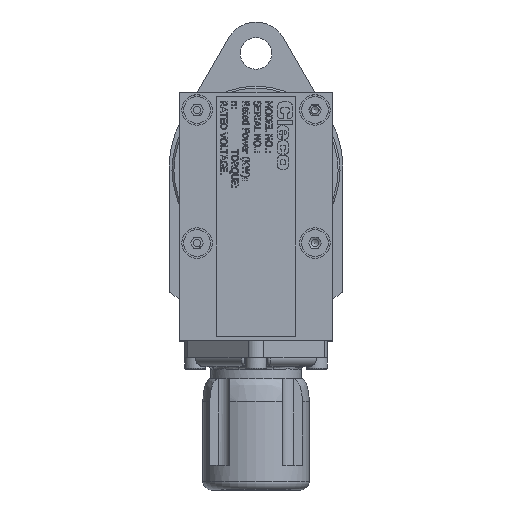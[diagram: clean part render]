
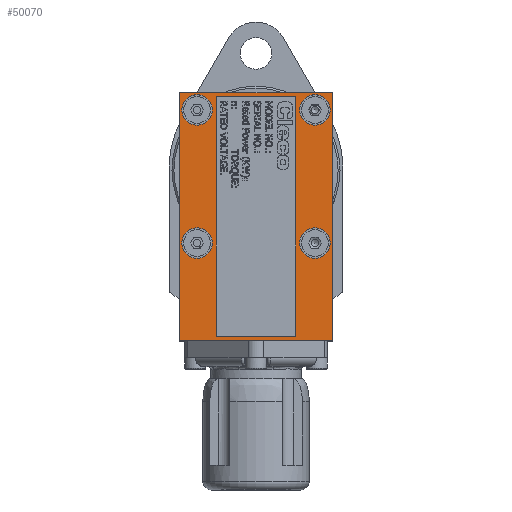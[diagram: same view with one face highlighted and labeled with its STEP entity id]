
A CAD part, top view. The second image highlights one B-rep face of the part: STEP entity #50070.
In plain terms, the highlighted planar face has unit normal (0, 0, 1).
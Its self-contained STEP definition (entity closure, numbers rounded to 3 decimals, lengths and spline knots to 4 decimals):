
#3921=LINE('',#80649,#8126);
#3922=LINE('',#80651,#8127);
#3923=LINE('',#80653,#8128);
#3924=LINE('',#80654,#8129);
#3925=LINE('',#80657,#8130);
#3926=LINE('',#80659,#8131);
#3927=LINE('',#80661,#8132);
#3928=LINE('',#80662,#8133);
#8126=VECTOR('',#59651,1.);
#8127=VECTOR('',#59652,1.);
#8128=VECTOR('',#59653,1.);
#8129=VECTOR('',#59654,1.);
#8130=VECTOR('',#59655,1.);
#8131=VECTOR('',#59656,1.);
#8132=VECTOR('',#59657,1.);
#8133=VECTOR('',#59658,1.);
#11590=FACE_BOUND('',#15332,.T.);
#11591=FACE_BOUND('',#15333,.T.);
#11592=FACE_BOUND('',#15334,.T.);
#11593=FACE_BOUND('',#15335,.T.);
#11594=FACE_BOUND('',#15336,.T.);
#12565=FACE_OUTER_BOUND('',#15331,.T.);
#15331=EDGE_LOOP('',(#35492,#35493,#35494,#35495));
#15332=EDGE_LOOP('',(#35496,#35497,#35498,#35499));
#15333=EDGE_LOOP('',(#35500,#35501));
#15334=EDGE_LOOP('',(#35502,#35503));
#15335=EDGE_LOOP('',(#35504,#35505));
#15336=EDGE_LOOP('',(#35506,#35507));
#18041=CIRCLE('',#53360,0.4);
#18042=CIRCLE('',#53361,0.4);
#18043=CIRCLE('',#53362,0.4);
#18044=CIRCLE('',#53363,0.4);
#18045=CIRCLE('',#53364,0.4);
#18046=CIRCLE('',#53365,0.4);
#18047=CIRCLE('',#53366,0.4);
#18048=CIRCLE('',#53367,0.4);
#20507=VERTEX_POINT('',#80647);
#20508=VERTEX_POINT('',#80648);
#20509=VERTEX_POINT('',#80650);
#20510=VERTEX_POINT('',#80652);
#20511=VERTEX_POINT('',#80655);
#20512=VERTEX_POINT('',#80656);
#20513=VERTEX_POINT('',#80658);
#20514=VERTEX_POINT('',#80660);
#20515=VERTEX_POINT('',#80663);
#20516=VERTEX_POINT('',#80664);
#20517=VERTEX_POINT('',#80667);
#20518=VERTEX_POINT('',#80668);
#20519=VERTEX_POINT('',#80671);
#20520=VERTEX_POINT('',#80672);
#20521=VERTEX_POINT('',#80675);
#20522=VERTEX_POINT('',#80676);
#26107=EDGE_CURVE('',#20507,#20508,#3921,.T.);
#26108=EDGE_CURVE('',#20507,#20509,#3922,.T.);
#26109=EDGE_CURVE('',#20509,#20510,#3923,.T.);
#26110=EDGE_CURVE('',#20508,#20510,#3924,.T.);
#26111=EDGE_CURVE('',#20511,#20512,#3925,.T.);
#26112=EDGE_CURVE('',#20512,#20513,#3926,.T.);
#26113=EDGE_CURVE('',#20513,#20514,#3927,.T.);
#26114=EDGE_CURVE('',#20514,#20511,#3928,.T.);
#26115=EDGE_CURVE('',#20515,#20516,#18041,.T.);
#26116=EDGE_CURVE('',#20516,#20515,#18042,.T.);
#26117=EDGE_CURVE('',#20517,#20518,#18043,.T.);
#26118=EDGE_CURVE('',#20518,#20517,#18044,.T.);
#26119=EDGE_CURVE('',#20519,#20520,#18045,.T.);
#26120=EDGE_CURVE('',#20520,#20519,#18046,.T.);
#26121=EDGE_CURVE('',#20521,#20522,#18047,.T.);
#26122=EDGE_CURVE('',#20522,#20521,#18048,.T.);
#35492=ORIENTED_EDGE('',*,*,#26107,.F.);
#35493=ORIENTED_EDGE('',*,*,#26108,.T.);
#35494=ORIENTED_EDGE('',*,*,#26109,.T.);
#35495=ORIENTED_EDGE('',*,*,#26110,.F.);
#35496=ORIENTED_EDGE('',*,*,#26111,.T.);
#35497=ORIENTED_EDGE('',*,*,#26112,.T.);
#35498=ORIENTED_EDGE('',*,*,#26113,.T.);
#35499=ORIENTED_EDGE('',*,*,#26114,.T.);
#35500=ORIENTED_EDGE('',*,*,#26115,.T.);
#35501=ORIENTED_EDGE('',*,*,#26116,.T.);
#35502=ORIENTED_EDGE('',*,*,#26117,.T.);
#35503=ORIENTED_EDGE('',*,*,#26118,.T.);
#35504=ORIENTED_EDGE('',*,*,#26119,.T.);
#35505=ORIENTED_EDGE('',*,*,#26120,.T.);
#35506=ORIENTED_EDGE('',*,*,#26121,.T.);
#35507=ORIENTED_EDGE('',*,*,#26122,.T.);
#46052=PLANE('',#53359);
#50070=ADVANCED_FACE('',(#12565,#11590,#11591,#11592,#11593,#11594),#46052,
 .T.);
#53359=AXIS2_PLACEMENT_3D('',#80646,#59649,#59650);
#53360=AXIS2_PLACEMENT_3D('',#80665,#59659,#59660);
#53361=AXIS2_PLACEMENT_3D('',#80666,#59661,#59662);
#53362=AXIS2_PLACEMENT_3D('',#80669,#59663,#59664);
#53363=AXIS2_PLACEMENT_3D('',#80670,#59665,#59666);
#53364=AXIS2_PLACEMENT_3D('',#80673,#59667,#59668);
#53365=AXIS2_PLACEMENT_3D('',#80674,#59669,#59670);
#53366=AXIS2_PLACEMENT_3D('',#80677,#59671,#59672);
#53367=AXIS2_PLACEMENT_3D('',#80678,#59673,#59674);
#59649=DIRECTION('center_axis',(0.,0.,
1.));
#59650=DIRECTION('ref_axis',(-1.,0.,0.));
#59651=DIRECTION('',(0.,-1.,0.));
#59652=DIRECTION('',(-1.,0.,0.));
#59653=DIRECTION('',(0.,-1.,0.));
#59654=DIRECTION('',(-1.,0.,0.));
#59655=DIRECTION('',(1.,0.,0.));
#59656=DIRECTION('',(0.,-1.,0.));
#59657=DIRECTION('',(-1.,0.,0.));
#59658=DIRECTION('',(0.,1.,0.));
#59659=DIRECTION('center_axis',(0.,0.,
-1.));
#59660=DIRECTION('ref_axis',(1.,0.,0.));
#59661=DIRECTION('center_axis',(0.,0.,
-1.));
#59662=DIRECTION('ref_axis',(1.,0.,0.));
#59663=DIRECTION('center_axis',(0.,0.,
-1.));
#59664=DIRECTION('ref_axis',(-1.,0.,0.));
#59665=DIRECTION('center_axis',(0.,0.,
-1.));
#59666=DIRECTION('ref_axis',(-1.,0.,0.));
#59667=DIRECTION('center_axis',(0.,0.,
-1.));
#59668=DIRECTION('ref_axis',(1.,0.,0.));
#59669=DIRECTION('center_axis',(0.,0.,
-1.));
#59670=DIRECTION('ref_axis',(1.,0.,0.));
#59671=DIRECTION('center_axis',(0.,0.,
-1.));
#59672=DIRECTION('ref_axis',(-1.,0.,0.));
#59673=DIRECTION('center_axis',(0.,0.,
-1.));
#59674=DIRECTION('ref_axis',(-1.,0.,0.));
#80646=CARTESIAN_POINT('Origin',(0.,-1.,
15.2));
#80647=CARTESIAN_POINT('',(2.,2.,15.2));
#80648=CARTESIAN_POINT('',(2.,-4.5,15.2));
#80649=CARTESIAN_POINT('',(2.,-4.,15.2));
#80650=CARTESIAN_POINT('',(-2.,2.,15.2));
#80651=CARTESIAN_POINT('',(-2.,2.,15.2));
#80652=CARTESIAN_POINT('',(-2.,-4.5,15.2));
#80653=CARTESIAN_POINT('',(-2.,-4.,15.2));
#80654=CARTESIAN_POINT('',(2.,-4.5,15.2));
#80655=CARTESIAN_POINT('',(-1.05,1.9,15.2));
#80656=CARTESIAN_POINT('',(1.05,1.9,15.2));
#80657=CARTESIAN_POINT('',(-0.525,1.9,15.2));
#80658=CARTESIAN_POINT('',(1.05,-4.4,15.2));
#80659=CARTESIAN_POINT('',(1.05,0.45,15.2));
#80660=CARTESIAN_POINT('',(-1.05,-4.4,15.2));
#80661=CARTESIAN_POINT('',(0.525,-4.4,15.2));
#80662=CARTESIAN_POINT('',(-1.05,-2.7,15.2));
#80663=CARTESIAN_POINT('',(-1.15,-1.95,15.2));
#80664=CARTESIAN_POINT('',(-1.95,-1.95,15.2));
#80665=CARTESIAN_POINT('Origin',(-1.55,-1.95,15.2));
#80666=CARTESIAN_POINT('Origin',(-1.55,-1.95,15.2));
#80667=CARTESIAN_POINT('',(1.15,-1.95,15.2));
#80668=CARTESIAN_POINT('',(1.95,-1.95,15.2));
#80669=CARTESIAN_POINT('Origin',(1.55,-1.95,15.2));
#80670=CARTESIAN_POINT('Origin',(1.55,-1.95,15.2));
#80671=CARTESIAN_POINT('',(-1.15,1.55,15.2));
#80672=CARTESIAN_POINT('',(-1.95,1.55,15.2));
#80673=CARTESIAN_POINT('Origin',(-1.55,1.55,15.2));
#80674=CARTESIAN_POINT('Origin',(-1.55,1.55,15.2));
#80675=CARTESIAN_POINT('',(1.15,1.55,15.2));
#80676=CARTESIAN_POINT('',(1.95,1.55,15.2));
#80677=CARTESIAN_POINT('Origin',(1.55,1.55,15.2));
#80678=CARTESIAN_POINT('Origin',(1.55,1.55,15.2));
